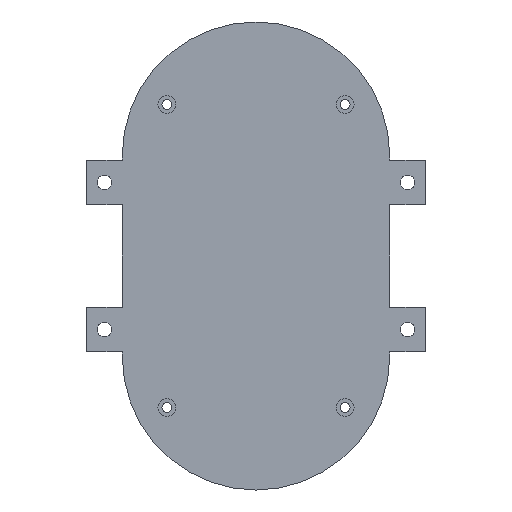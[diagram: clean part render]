
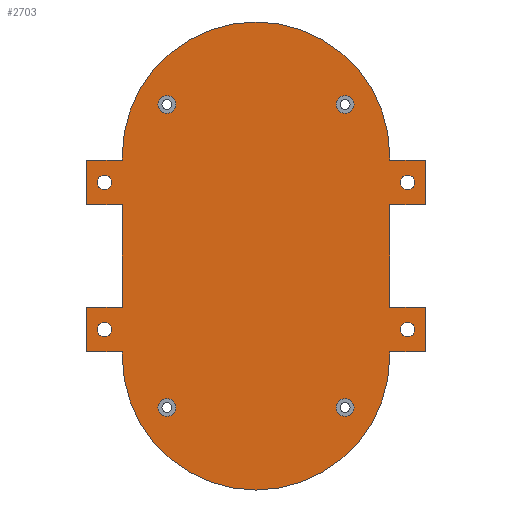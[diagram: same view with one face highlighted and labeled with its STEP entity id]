
A CAD part, front view. The second image highlights one B-rep face of the part: STEP entity #2703.
In plain terms, the highlighted planar face has unit normal (0, -1, 0).
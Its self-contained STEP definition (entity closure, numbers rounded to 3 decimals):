
#30=FACE_BOUND('',#433,.T.);
#31=FACE_BOUND('',#434,.T.);
#32=FACE_BOUND('',#435,.T.);
#33=FACE_BOUND('',#436,.T.);
#34=FACE_BOUND('',#437,.T.);
#35=FACE_BOUND('',#438,.T.);
#36=FACE_BOUND('',#439,.T.);
#37=FACE_BOUND('',#440,.T.);
#137=PLANE('',#2953);
#277=FACE_OUTER_BOUND('',#432,.T.);
#432=EDGE_LOOP('',(#2496,#2497,#2498,#2499,#2500,#2501,#2502,#2503,#2504,
#2505,#2506,#2507,#2508,#2509,#2510,#2511,#2512,#2513,#2514,#2515));
#433=EDGE_LOOP('',(#2516));
#434=EDGE_LOOP('',(#2517));
#435=EDGE_LOOP('',(#2518));
#436=EDGE_LOOP('',(#2519));
#437=EDGE_LOOP('',(#2520));
#438=EDGE_LOOP('',(#2521));
#439=EDGE_LOOP('',(#2522));
#440=EDGE_LOOP('',(#2523));
#625=LINE('',#4235,#914);
#641=LINE('',#4276,#930);
#658=LINE('',#4319,#947);
#672=LINE('',#4356,#961);
#684=LINE('',#4386,#973);
#688=LINE('',#4394,#977);
#693=LINE('',#4402,#982);
#699=LINE('',#4416,#988);
#703=LINE('',#4424,#992);
#709=LINE('',#4434,#998);
#717=LINE('',#4453,#1006);
#718=LINE('',#4455,#1007);
#720=LINE('',#4464,#1009);
#721=LINE('',#4466,#1010);
#723=LINE('',#4473,#1012);
#724=LINE('',#4475,#1013);
#726=LINE('',#4481,#1015);
#727=LINE('',#4483,#1016);
#914=VECTOR('',#3458,10.);
#930=VECTOR('',#3494,10.);
#947=VECTOR('',#3533,10.);
#961=VECTOR('',#3565,10.);
#973=VECTOR('',#3593,10.);
#977=VECTOR('',#3597,10.);
#982=VECTOR('',#3602,10.);
#988=VECTOR('',#3616,10.);
#992=VECTOR('',#3620,10.);
#998=VECTOR('',#3626,10.);
#1006=VECTOR('',#3650,10.);
#1007=VECTOR('',#3653,10.);
#1009=VECTOR('',#3665,10.);
#1010=VECTOR('',#3668,10.);
#1012=VECTOR('',#3678,10.);
#1013=VECTOR('',#3681,10.);
#1015=VECTOR('',#3689,10.);
#1016=VECTOR('',#3692,10.);
#1058=CIRCLE('',#2812,2.);
#1061=CIRCLE('',#2817,2.);
#1064=CIRCLE('',#2822,2.);
#1067=CIRCLE('',#2827,2.);
#1105=CIRCLE('',#2924,1.6);
#1107=CIRCLE('',#2930,1.6);
#1109=CIRCLE('',#2936,1.6);
#1110=CIRCLE('',#2940,1.6);
#1113=CIRCLE('',#2950,30.);
#1114=CIRCLE('',#2952,30.);
#1244=VERTEX_POINT('',#4082);
#1247=VERTEX_POINT('',#4091);
#1250=VERTEX_POINT('',#4100);
#1253=VERTEX_POINT('',#4109);
#1287=VERTEX_POINT('',#4232);
#1288=VERTEX_POINT('',#4234);
#1302=VERTEX_POINT('',#4273);
#1303=VERTEX_POINT('',#4275);
#1317=VERTEX_POINT('',#4316);
#1318=VERTEX_POINT('',#4318);
#1331=VERTEX_POINT('',#4353);
#1332=VERTEX_POINT('',#4355);
#1341=VERTEX_POINT('',#4383);
#1342=VERTEX_POINT('',#4385);
#1345=VERTEX_POINT('',#4391);
#1346=VERTEX_POINT('',#4393);
#1348=VERTEX_POINT('',#4399);
#1349=VERTEX_POINT('',#4401);
#1352=VERTEX_POINT('',#4413);
#1353=VERTEX_POINT('',#4415);
#1356=VERTEX_POINT('',#4421);
#1357=VERTEX_POINT('',#4423);
#1360=VERTEX_POINT('',#4431);
#1361=VERTEX_POINT('',#4433);
#1363=VERTEX_POINT('',#4447);
#1365=VERTEX_POINT('',#4458);
#1367=VERTEX_POINT('',#4469);
#1368=VERTEX_POINT('',#4477);
#1550=EDGE_CURVE('',#1244,#1244,#1058,.T.);
#1554=EDGE_CURVE('',#1247,#1247,#1061,.T.);
#1558=EDGE_CURVE('',#1250,#1250,#1064,.T.);
#1562=EDGE_CURVE('',#1253,#1253,#1067,.T.);
#1623=EDGE_CURVE('',#1288,#1287,#625,.T.);
#1643=EDGE_CURVE('',#1303,#1302,#641,.T.);
#1664=EDGE_CURVE('',#1318,#1317,#658,.T.);
#1682=EDGE_CURVE('',#1332,#1331,#672,.T.);
#1697=EDGE_CURVE('',#1342,#1341,#684,.T.);
#1701=EDGE_CURVE('',#1346,#1345,#688,.T.);
#1706=EDGE_CURVE('',#1349,#1348,#693,.T.);
#1713=EDGE_CURVE('',#1353,#1352,#699,.T.);
#1717=EDGE_CURVE('',#1357,#1356,#703,.T.);
#1723=EDGE_CURVE('',#1361,#1360,#709,.T.);
#1730=EDGE_CURVE('',#1363,#1363,#1105,.T.);
#1733=EDGE_CURVE('',#1317,#1357,#717,.T.);
#1734=EDGE_CURVE('',#1360,#1318,#718,.T.);
#1735=EDGE_CURVE('',#1365,#1365,#1107,.T.);
#1738=EDGE_CURVE('',#1302,#1346,#720,.T.);
#1739=EDGE_CURVE('',#1348,#1303,#721,.T.);
#1740=EDGE_CURVE('',#1367,#1367,#1109,.T.);
#1742=EDGE_CURVE('',#1331,#1361,#723,.T.);
#1743=EDGE_CURVE('',#1352,#1332,#724,.T.);
#1744=EDGE_CURVE('',#1368,#1368,#1110,.T.);
#1746=EDGE_CURVE('',#1287,#1349,#726,.T.);
#1747=EDGE_CURVE('',#1341,#1288,#727,.T.);
#1752=EDGE_CURVE('',#1345,#1353,#1113,.T.);
#1753=EDGE_CURVE('',#1356,#1342,#1114,.T.);
#2496=ORIENTED_EDGE('',*,*,#1753,.T.);
#2497=ORIENTED_EDGE('',*,*,#1697,.T.);
#2498=ORIENTED_EDGE('',*,*,#1747,.T.);
#2499=ORIENTED_EDGE('',*,*,#1623,.T.);
#2500=ORIENTED_EDGE('',*,*,#1746,.T.);
#2501=ORIENTED_EDGE('',*,*,#1706,.T.);
#2502=ORIENTED_EDGE('',*,*,#1739,.T.);
#2503=ORIENTED_EDGE('',*,*,#1643,.T.);
#2504=ORIENTED_EDGE('',*,*,#1738,.T.);
#2505=ORIENTED_EDGE('',*,*,#1701,.T.);
#2506=ORIENTED_EDGE('',*,*,#1752,.T.);
#2507=ORIENTED_EDGE('',*,*,#1713,.T.);
#2508=ORIENTED_EDGE('',*,*,#1743,.T.);
#2509=ORIENTED_EDGE('',*,*,#1682,.T.);
#2510=ORIENTED_EDGE('',*,*,#1742,.T.);
#2511=ORIENTED_EDGE('',*,*,#1723,.T.);
#2512=ORIENTED_EDGE('',*,*,#1734,.T.);
#2513=ORIENTED_EDGE('',*,*,#1664,.T.);
#2514=ORIENTED_EDGE('',*,*,#1733,.T.);
#2515=ORIENTED_EDGE('',*,*,#1717,.T.);
#2516=ORIENTED_EDGE('',*,*,#1550,.T.);
#2517=ORIENTED_EDGE('',*,*,#1554,.T.);
#2518=ORIENTED_EDGE('',*,*,#1558,.T.);
#2519=ORIENTED_EDGE('',*,*,#1562,.T.);
#2520=ORIENTED_EDGE('',*,*,#1730,.T.);
#2521=ORIENTED_EDGE('',*,*,#1735,.T.);
#2522=ORIENTED_EDGE('',*,*,#1740,.T.);
#2523=ORIENTED_EDGE('',*,*,#1744,.T.);
#2703=ADVANCED_FACE('',(#277,#30,#31,#32,#33,#34,#35,#36,#37),#137,.F.);
#2812=AXIS2_PLACEMENT_3D('',#4084,#3286,#3287);
#2817=AXIS2_PLACEMENT_3D('',#4093,#3297,#3298);
#2822=AXIS2_PLACEMENT_3D('',#4102,#3308,#3309);
#2827=AXIS2_PLACEMENT_3D('',#4111,#3319,#3320);
#2924=AXIS2_PLACEMENT_3D('',#4448,#3643,#3644);
#2930=AXIS2_PLACEMENT_3D('',#4459,#3658,#3659);
#2936=AXIS2_PLACEMENT_3D('',#4470,#3673,#3674);
#2940=AXIS2_PLACEMENT_3D('',#4478,#3684,#3685);
#2950=AXIS2_PLACEMENT_3D('',#4493,#3709,#3710);
#2952=AXIS2_PLACEMENT_3D('',#4495,#3713,#3714);
#2953=AXIS2_PLACEMENT_3D('',#4496,#3715,#3716);
#3286=DIRECTION('center_axis',(0.,1.,0.));
#3287=DIRECTION('ref_axis',(1.,0.,0.));
#3297=DIRECTION('center_axis',(0.,1.,0.));
#3298=DIRECTION('ref_axis',(1.,0.,0.));
#3308=DIRECTION('center_axis',(0.,1.,0.));
#3309=DIRECTION('ref_axis',(1.,0.,0.));
#3319=DIRECTION('center_axis',(0.,1.,0.));
#3320=DIRECTION('ref_axis',(1.,0.,0.));
#3458=DIRECTION('',(0.,0.,1.));
#3494=DIRECTION('',(0.,0.,1.));
#3533=DIRECTION('',(0.,0.,-1.));
#3565=DIRECTION('',(0.,0.,-1.));
#3593=DIRECTION('',(0.,0.,1.));
#3597=DIRECTION('',(0.,0.,1.));
#3602=DIRECTION('',(0.,0.,1.));
#3616=DIRECTION('',(0.,0.,-1.));
#3620=DIRECTION('',(0.,0.,-1.));
#3626=DIRECTION('',(0.,0.,-1.));
#3643=DIRECTION('center_axis',(0.,1.,0.));
#3644=DIRECTION('ref_axis',(1.,0.,0.));
#3650=DIRECTION('',(1.,0.,0.));
#3653=DIRECTION('',(-1.,0.,0.));
#3658=DIRECTION('center_axis',(0.,1.,0.));
#3659=DIRECTION('ref_axis',(1.,0.,0.));
#3665=DIRECTION('',(-1.,0.,0.));
#3668=DIRECTION('',(1.,0.,0.));
#3673=DIRECTION('center_axis',(0.,1.,0.));
#3674=DIRECTION('ref_axis',(1.,0.,0.));
#3678=DIRECTION('',(1.,0.,0.));
#3681=DIRECTION('',(-1.,0.,0.));
#3684=DIRECTION('center_axis',(0.,1.,0.));
#3685=DIRECTION('ref_axis',(1.,0.,0.));
#3689=DIRECTION('',(-1.,0.,0.));
#3692=DIRECTION('',(1.,0.,0.));
#3709=DIRECTION('center_axis',(0.,-1.,0.));
#3710=DIRECTION('ref_axis',(-1.,0.,0.));
#3713=DIRECTION('center_axis',(0.,-1.,0.));
#3714=DIRECTION('ref_axis',(1.,0.,0.));
#3715=DIRECTION('center_axis',(0.,1.,0.));
#3716=DIRECTION('ref_axis',(1.,0.,0.));
#4082=CARTESIAN_POINT('',(18.,-2.,-56.5));
#4084=CARTESIAN_POINT('Origin',(20.,-2.,-56.5));
#4091=CARTESIAN_POINT('',(18.,-2.,11.5));
#4093=CARTESIAN_POINT('Origin',(20.,-2.,11.5));
#4100=CARTESIAN_POINT('',(-22.,-2.,-56.5));
#4102=CARTESIAN_POINT('Origin',(-20.,-2.,-56.5));
#4109=CARTESIAN_POINT('',(-22.,-2.,11.5));
#4111=CARTESIAN_POINT('Origin',(-20.,-2.,11.5));
#4232=CARTESIAN_POINT('',(38.,-2.,-34.));
#4234=CARTESIAN_POINT('',(38.,-2.,-44.));
#4235=CARTESIAN_POINT('',(38.,-2.,-44.));
#4273=CARTESIAN_POINT('',(38.,-2.,-1.));
#4275=CARTESIAN_POINT('',(38.,-2.,-11.));
#4276=CARTESIAN_POINT('',(38.,-2.,-11.));
#4316=CARTESIAN_POINT('',(-38.,-2.,-44.));
#4318=CARTESIAN_POINT('',(-38.,-2.,-34.));
#4319=CARTESIAN_POINT('',(-38.,-2.,-44.));
#4353=CARTESIAN_POINT('',(-38.,-2.,-11.));
#4355=CARTESIAN_POINT('',(-38.,-2.,-1.));
#4356=CARTESIAN_POINT('',(-38.,-2.,-11.));
#4383=CARTESIAN_POINT('',(30.,-2.,-44.));
#4385=CARTESIAN_POINT('',(30.,-2.,-45.));
#4386=CARTESIAN_POINT('',(30.,-2.,-45.));
#4391=CARTESIAN_POINT('',(30.,-2.,0.));
#4393=CARTESIAN_POINT('',(30.,-2.,-1.));
#4394=CARTESIAN_POINT('',(30.,-2.,-45.));
#4399=CARTESIAN_POINT('',(30.,-2.,-11.));
#4401=CARTESIAN_POINT('',(30.,-2.,-34.));
#4402=CARTESIAN_POINT('',(30.,-2.,-45.));
#4413=CARTESIAN_POINT('',(-30.,-2.,-1.));
#4415=CARTESIAN_POINT('',(-30.,-2.,0.));
#4416=CARTESIAN_POINT('',(-30.,-2.,0.));
#4421=CARTESIAN_POINT('',(-30.,-2.,-45.));
#4423=CARTESIAN_POINT('',(-30.,-2.,-44.));
#4424=CARTESIAN_POINT('',(-30.,-2.,0.));
#4431=CARTESIAN_POINT('',(-30.,-2.,-34.));
#4433=CARTESIAN_POINT('',(-30.,-2.,-11.));
#4434=CARTESIAN_POINT('',(-30.,-2.,0.));
#4447=CARTESIAN_POINT('',(-35.6,-2.,-39.));
#4448=CARTESIAN_POINT('Origin',(-34.,-2.,-39.));
#4453=CARTESIAN_POINT('',(-30.,-2.,-44.));
#4455=CARTESIAN_POINT('',(-38.,-2.,-34.));
#4458=CARTESIAN_POINT('',(32.4,-2.,-6.));
#4459=CARTESIAN_POINT('Origin',(34.,-2.,-6.));
#4464=CARTESIAN_POINT('',(38.,-2.,-1.));
#4466=CARTESIAN_POINT('',(30.,-2.,-11.));
#4469=CARTESIAN_POINT('',(-35.6,-2.,-6.));
#4470=CARTESIAN_POINT('Origin',(-34.,-2.,-6.));
#4473=CARTESIAN_POINT('',(-30.,-2.,-11.));
#4475=CARTESIAN_POINT('',(-38.,-2.,-1.));
#4477=CARTESIAN_POINT('',(32.4,-2.,-39.));
#4478=CARTESIAN_POINT('Origin',(34.,-2.,-39.));
#4481=CARTESIAN_POINT('',(38.,-2.,-34.));
#4483=CARTESIAN_POINT('',(30.,-2.,-44.));
#4493=CARTESIAN_POINT('Origin',(0.,-2.,0.));
#4495=CARTESIAN_POINT('Origin',(0.,-2.,-45.));
#4496=CARTESIAN_POINT('Origin',(0.,-2.,-22.5));
